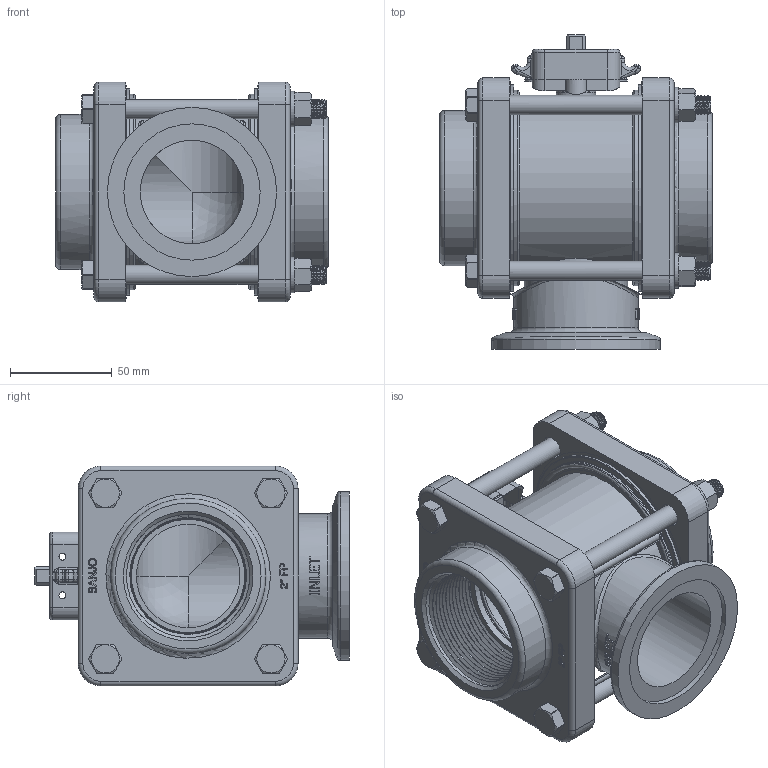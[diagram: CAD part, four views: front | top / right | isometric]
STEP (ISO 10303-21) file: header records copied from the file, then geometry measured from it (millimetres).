
FILE_DESCRIPTION(/* description */ ('EVX 2"NPT FP BL, BOLTED, VALVE ONLY'),/* implementation_level */ '2;1');
FILE_NAME(/* name */ 'EVX220BLX.stp',/* time_stamp */ '2020-02-27T13:15:04-05:00',/* author */ ('CPM'),/* organization */ (''),/* preprocessor_version */ 'ST-DEVELOPER v17.2',/* originating_system */ 'Autodesk Inventor 2019',/* authorisation */ '');
FILE_SCHEMA (('AUTOMOTIVE_DESIGN { 1 0 10303 214 3 1 1 }'));
Length unit declared in the file: inch
Products named in the file (13): EVX220BLX; MEVX25354AB; MEVX25354ABX; V25017; V20019; V20018; V25264; VE25258A; VE25355; VE25356A; VX25356; EVP25151; AQ206V
Assembly tree (24 placements, depth 3):
  EVX220BLX
    MEVX25354AB
      MEVX25354ABX
    V20018  x4
    V25017  x4
    V20019  x4
    V25264  x2
    VE25258A  x2
    VE25355
    VE25356A  x2
      VX25356
    EVP25151
    AQ206V
Bounding box: 133.86 x 154.59 x 107.95 mm (x, y, z)
Volume: 1104938.1 mm3; surface area: 248595.5 mm2
Topology: 22 solids, 22 shells, 1433 faces, 3733 edges, 2412 vertices
Faces by surface type: plane 486, cylinder 396, cone 324, bspline 137, torus 76, sphere 14
Full cylindrical faces by diameter (mm): 3.429 x4, 8.236 x60, 9.525 x60, 11.125 x8, 13.665 x1, 19.177 x2, 19.304 x1, 31.496 x1, 33.02 x1, 50.8 x3, 51.562 x3, 51.943 x2, 60.96 x1, 64.516 x2, 64.643 x2, 66.929 x1, 76.2 x2, 83.058 x1, 83.82 x2, 85.598 x1, 88.9 x2, 96.012 x2, 101.346 x2, 101.6 x2, 104.775 x2
Entity records: 30406 total; most frequent: CARTESIAN_POINT 11713, ORIENTED_EDGE 3874, DIRECTION 3710, EDGE_CURVE 1937, AXIS2_PLACEMENT_3D 1407, VERTEX_POINT 1252, LINE 896, VECTOR 896
